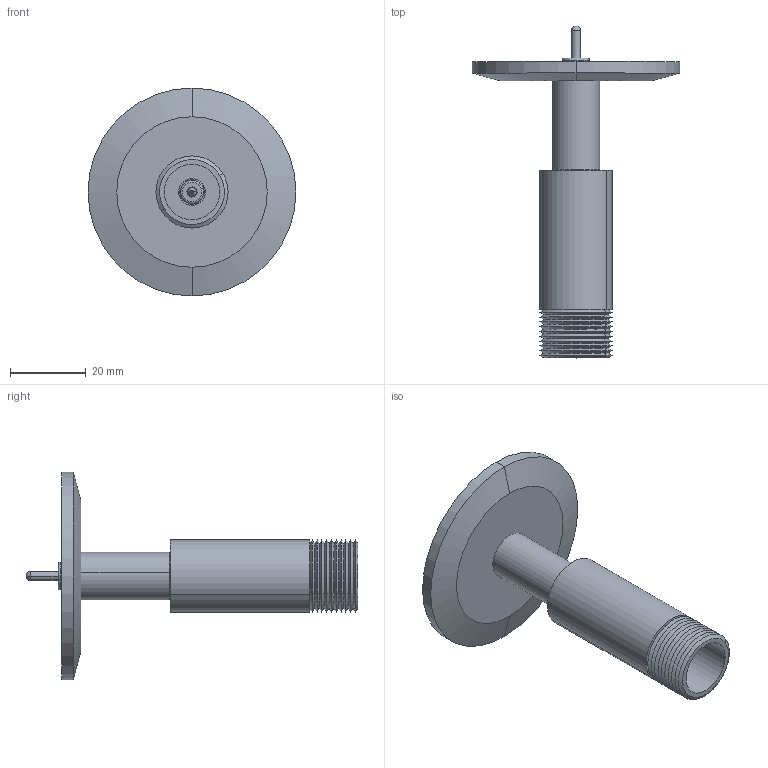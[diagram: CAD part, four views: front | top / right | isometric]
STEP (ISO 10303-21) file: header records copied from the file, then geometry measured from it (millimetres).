
FILE_DESCRIPTION (( 'STEP AP203' ), '1' );
FILE_NAME ('A2611-1-QF.STEP', '2019-06-10T19:50:37', ( '' ), ( '' ), 'SwSTEP 2.0', 'SolidWorks 2019', '' );
FILE_SCHEMA (( 'CONFIG_CONTROL_DESIGN' ));
Length unit declared in the file: inch
Products named in the file (1): A2611-1-QF
Bounding box: 54.86 x 87.6 x 54.86 mm (x, y, z)
Volume: 19424.8 mm3; surface area: 13759 mm2
Topology: 1 solids, 2 shells, 107 faces, 224 edges, 132 vertices
Faces by surface type: cone 52, cylinder 32, plane 15, torus 8
Entity records: 2943 total; most frequent: DIRECTION 580, CARTESIAN_POINT 464, ORIENTED_EDGE 448, AXIS2_PLACEMENT_3D 248, EDGE_CURVE 224, CIRCLE 140, VERTEX_POINT 132, EDGE_LOOP 120
